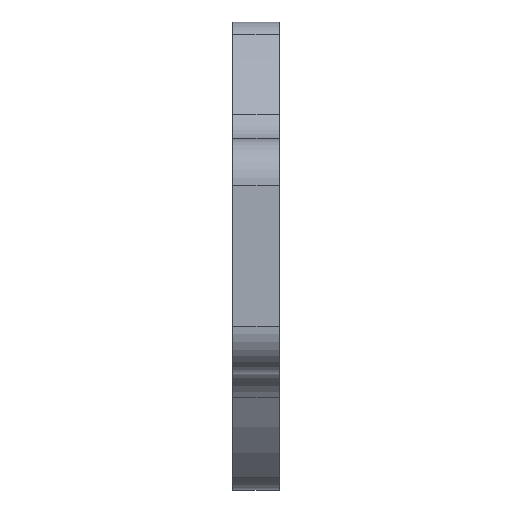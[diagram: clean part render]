
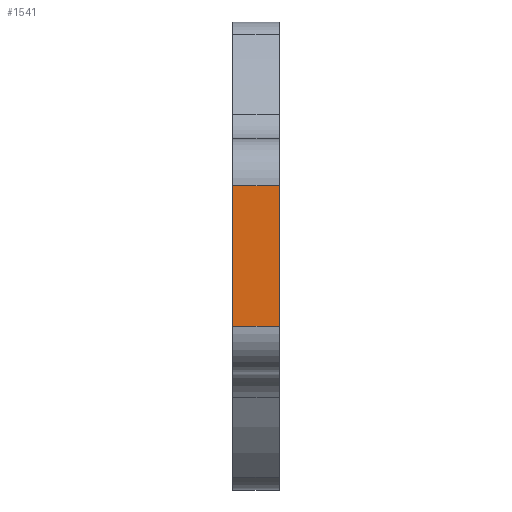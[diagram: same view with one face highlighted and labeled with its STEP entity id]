
A CAD part, left-side view. The second image highlights one B-rep face of the part: STEP entity #1541.
In plain terms, the highlighted planar face has unit normal (-1, 0, 0).
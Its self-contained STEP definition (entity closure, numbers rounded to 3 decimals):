
#46 = FACE_OUTER_BOUND ( 'NONE', #1277, .T. ) ;
#90 = EDGE_CURVE ( 'NONE', #433, #322, #363, .T. ) ;
#127 = AXIS2_PLACEMENT_3D ( 'NONE', #1652, #941, #1764 ) ;
#314 = VECTOR ( 'NONE', #564, 1000. ) ;
#322 = VERTEX_POINT ( 'NONE', #644 ) ;
#363 = LINE ( 'NONE', #1341, #871 ) ;
#366 = VERTEX_POINT ( 'NONE', #1055 ) ;
#433 = VERTEX_POINT ( 'NONE', #767 ) ;
#544 = CARTESIAN_POINT ( 'NONE',  ( -44.5, 0., -7.5 ) ) ;
#564 = DIRECTION ( 'NONE',  ( 0., 0., 1. ) ) ;
#620 = CARTESIAN_POINT ( 'NONE',  ( -44.5, 5., 7.5 ) ) ;
#644 = CARTESIAN_POINT ( 'NONE',  ( -44.5, 5., 7.5 ) ) ;
#665 = DIRECTION ( 'NONE',  ( 0., 0., 1. ) ) ;
#767 = CARTESIAN_POINT ( 'NONE',  ( -44.5, 5., -7.5 ) ) ;
#871 = VECTOR ( 'NONE', #665, 1000. ) ;
#915 = DIRECTION ( 'NONE',  ( 0., 1., 0. ) ) ;
#941 = DIRECTION ( 'NONE',  ( 1., 0., 0. ) ) ;
#1029 = LINE ( 'NONE', #1720, #314 ) ;
#1053 = ORIENTED_EDGE ( 'NONE', *, *, #90, .F. ) ;
#1055 = CARTESIAN_POINT ( 'NONE',  ( -44.5, 0., 7.5 ) ) ;
#1057 = ORIENTED_EDGE ( 'NONE', *, *, #1782, .T. ) ;
#1135 = DIRECTION ( 'NONE',  ( 0., -1., 0. ) ) ;
#1181 = CARTESIAN_POINT ( 'NONE',  ( -44.5, 0., -7.5 ) ) ;
#1220 = VECTOR ( 'NONE', #915, 1000. ) ;
#1270 = LINE ( 'NONE', #544, #1396 ) ;
#1277 = EDGE_LOOP ( 'NONE', ( #1057, #1743, #1053, #1412 ) ) ;
#1281 = EDGE_CURVE ( 'NONE', #433, #1400, #1270, .T. ) ;
#1341 = CARTESIAN_POINT ( 'NONE',  ( -44.5, 5., -12.5 ) ) ;
#1363 = LINE ( 'NONE', #620, #1220 ) ;
#1396 = VECTOR ( 'NONE', #1135, 1000. ) ;
#1400 = VERTEX_POINT ( 'NONE', #1181 ) ;
#1412 = ORIENTED_EDGE ( 'NONE', *, *, #1281, .T. ) ;
#1509 = EDGE_CURVE ( 'NONE', #366, #322, #1363, .T. ) ;
#1541 = ADVANCED_FACE ( 'NONE', ( #46 ), #1643, .F. ) ;
#1643 = PLANE ( 'NONE',  #127 ) ;
#1652 = CARTESIAN_POINT ( 'NONE',  ( -44.5, 5., -12.5 ) ) ;
#1720 = CARTESIAN_POINT ( 'NONE',  ( -44.5, 0., -12.5 ) ) ;
#1743 = ORIENTED_EDGE ( 'NONE', *, *, #1509, .T. ) ;
#1764 = DIRECTION ( 'NONE',  ( 0., 0., -1. ) ) ;
#1782 = EDGE_CURVE ( 'NONE', #1400, #366, #1029, .T. ) ;
